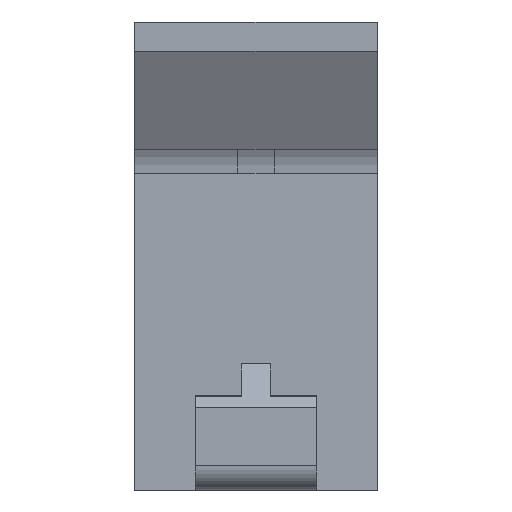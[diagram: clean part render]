
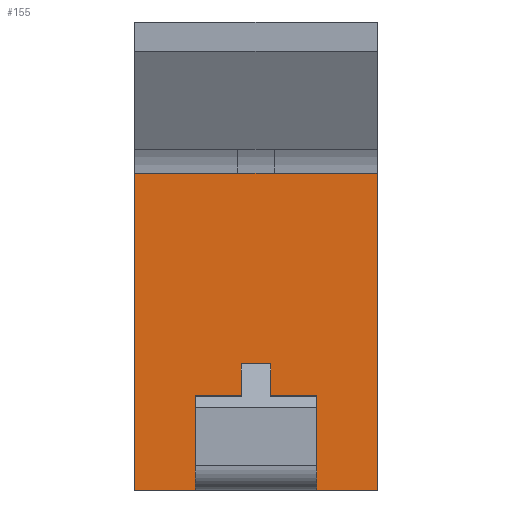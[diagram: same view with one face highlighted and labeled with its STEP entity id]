
A CAD part, front view. The second image highlights one B-rep face of the part: STEP entity #155.
In plain terms, the highlighted planar face has unit normal (0, -1, 0).
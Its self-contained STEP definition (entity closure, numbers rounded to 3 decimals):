
#155=ADVANCED_FACE('',(#281),#2197,.T.);
#281=FACE_OUTER_BOUND('',#419,.T.);
#419=EDGE_LOOP('',(#1009,#1010,#1011,#1012,#1013,#1014,#1015,#1016,#1017,
#1018,#1019,#1020,#1021,#1022));
#1009=ORIENTED_EDGE('',*,*,#1443,.F.);
#1010=ORIENTED_EDGE('',*,*,#1155,.F.);
#1011=ORIENTED_EDGE('',*,*,#1404,.T.);
#1012=ORIENTED_EDGE('',*,*,#1132,.T.);
#1013=ORIENTED_EDGE('',*,*,#1441,.F.);
#1014=ORIENTED_EDGE('',*,*,#1222,.F.);
#1015=ORIENTED_EDGE('',*,*,#1226,.T.);
#1016=ORIENTED_EDGE('',*,*,#1192,.F.);
#1017=ORIENTED_EDGE('',*,*,#1282,.T.);
#1018=ORIENTED_EDGE('',*,*,#1186,.F.);
#1019=ORIENTED_EDGE('',*,*,#1284,.F.);
#1020=ORIENTED_EDGE('',*,*,#1286,.F.);
#1021=ORIENTED_EDGE('',*,*,#1288,.F.);
#1022=ORIENTED_EDGE('',*,*,#1218,.F.);
#1132=EDGE_CURVE('',#1907,#1908,#1483,.T.);
#1155=EDGE_CURVE('',#1925,#1926,#1497,.T.);
#1186=EDGE_CURVE('',#1973,#1974,#1523,.T.);
#1192=EDGE_CURVE('',#1977,#1978,#1527,.T.);
#1218=EDGE_CURVE('',#1936,#2017,#1549,.T.);
#1222=EDGE_CURVE('',#2020,#1998,#1553,.T.);
#1226=EDGE_CURVE('',#2020,#1978,#1555,.T.);
#1282=EDGE_CURVE('',#1977,#1974,#1589,.T.);
#1284=EDGE_CURVE('',#2023,#1973,#1591,.T.);
#1286=EDGE_CURVE('',#2024,#2023,#1593,.T.);
#1288=EDGE_CURVE('',#2017,#2024,#1595,.T.);
#1404=EDGE_CURVE('',#1925,#1907,#1684,.T.);
#1441=EDGE_CURVE('',#1998,#1908,#1719,.T.);
#1443=EDGE_CURVE('',#1926,#1936,#1721,.T.);
#1483=B_SPLINE_CURVE_WITH_KNOTS('',1,(#3167,#3168),.UNSPECIFIED.,.F.,.F.,
(2,2),(0.,4.25),.UNSPECIFIED.);
#1497=B_SPLINE_CURVE_WITH_KNOTS('',1,(#3220,#3221),.UNSPECIFIED.,.F.,.F.,
(2,2),(0.,4.25),.UNSPECIFIED.);
#1523=B_SPLINE_CURVE_WITH_KNOTS('',1,(#3287,#3288),.UNSPECIFIED.,.F.,.F.,
(2,2),(0.,1.2),.UNSPECIFIED.);
#1527=B_SPLINE_CURVE_WITH_KNOTS('',1,(#3301,#3302),.UNSPECIFIED.,.F.,.F.,
(2,2),(0.,1.9),.UNSPECIFIED.);
#1549=B_SPLINE_CURVE_WITH_KNOTS('',1,(#3357,#3358),.UNSPECIFIED.,.F.,.F.,
(2,2),(0.,2.5),.UNSPECIFIED.);
#1553=B_SPLINE_CURVE_WITH_KNOTS('',1,(#3365,#3366),.UNSPECIFIED.,.F.,.F.,
(2,2),(0.,2.5),.UNSPECIFIED.);
#1555=B_SPLINE_CURVE_WITH_KNOTS('',1,(#3375,#3376),.UNSPECIFIED.,.F.,.F.,
(2,2),(0.,0.9),.UNSPECIFIED.);
#1589=B_SPLINE_CURVE_WITH_KNOTS('',1,(#3509,#3510),.UNSPECIFIED.,.F.,.F.,
(2,2),(0.,4.3),.UNSPECIFIED.);
#1591=B_SPLINE_CURVE_WITH_KNOTS('',1,(#3513,#3514),.UNSPECIFIED.,.F.,.F.,
(2,2),(0.,4.3),.UNSPECIFIED.);
#1593=B_SPLINE_CURVE_WITH_KNOTS('',1,(#3517,#3518),.UNSPECIFIED.,.F.,.F.,
(2,2),(0.,1.9),.UNSPECIFIED.);
#1595=B_SPLINE_CURVE_WITH_KNOTS('',1,(#3521,#3522),.UNSPECIFIED.,.F.,.F.,
(2,2),(0.,0.9),.UNSPECIFIED.);
#1684=B_SPLINE_CURVE_WITH_KNOTS('',1,(#3781,#3782),.UNSPECIFIED.,.F.,.F.,
(2,2),(0.,1.5),.UNSPECIFIED.);
#1719=B_SPLINE_CURVE_WITH_KNOTS('',1,(#3857,#3858),.UNSPECIFIED.,.F.,.F.,
(2,2),(0.,13.061),.UNSPECIFIED.);
#1721=B_SPLINE_CURVE_WITH_KNOTS('',1,(#3861,#3862),.UNSPECIFIED.,.F.,.F.,
(2,2),(0.,13.061),.UNSPECIFIED.);
#1907=VERTEX_POINT('',#2933);
#1908=VERTEX_POINT('',#2934);
#1925=VERTEX_POINT('',#2951);
#1926=VERTEX_POINT('',#2952);
#1936=VERTEX_POINT('',#2962);
#1973=VERTEX_POINT('',#2999);
#1974=VERTEX_POINT('',#3000);
#1977=VERTEX_POINT('',#3003);
#1978=VERTEX_POINT('',#3004);
#1998=VERTEX_POINT('',#3024);
#2017=VERTEX_POINT('',#3043);
#2020=VERTEX_POINT('',#3046);
#2023=VERTEX_POINT('',#3049);
#2024=VERTEX_POINT('',#3050);
#2197=PLANE('',#2300);
#2300=AXIS2_PLACEMENT_3D('',#2810,#2512,$);
#2512=DIRECTION('',(0.,-1.,0.));
#2810=CARTESIAN_POINT('',(139.,40.9,-132.513));
#2933=CARTESIAN_POINT('',(144.25,40.9,-132.639));
#2934=CARTESIAN_POINT('',(140.,40.9,-132.639));
#2951=CARTESIAN_POINT('',(145.75,40.9,-132.639));
#2952=CARTESIAN_POINT('',(150.,40.9,-132.639));
#2962=CARTESIAN_POINT('',(150.,40.9,-145.7));
#2999=CARTESIAN_POINT('',(145.6,40.9,-140.5));
#3000=CARTESIAN_POINT('',(144.4,40.9,-140.5));
#3003=CARTESIAN_POINT('',(144.4,40.9,-144.8));
#3004=CARTESIAN_POINT('',(142.5,40.9,-144.8));
#3024=CARTESIAN_POINT('',(140.,40.9,-145.7));
#3043=CARTESIAN_POINT('',(147.5,40.9,-145.7));
#3046=CARTESIAN_POINT('',(142.5,40.9,-145.7));
#3049=CARTESIAN_POINT('',(145.6,40.9,-144.8));
#3050=CARTESIAN_POINT('',(147.5,40.9,-144.8));
#3167=CARTESIAN_POINT('',(144.25,40.9,-132.639));
#3168=CARTESIAN_POINT('',(140.,40.9,-132.639));
#3220=CARTESIAN_POINT('',(145.75,40.9,-132.639));
#3221=CARTESIAN_POINT('',(150.,40.9,-132.639));
#3287=CARTESIAN_POINT('',(145.6,40.9,-140.5));
#3288=CARTESIAN_POINT('',(144.4,40.9,-140.5));
#3301=CARTESIAN_POINT('',(144.4,40.9,-144.8));
#3302=CARTESIAN_POINT('',(142.5,40.9,-144.8));
#3357=CARTESIAN_POINT('',(150.,40.9,-145.7));
#3358=CARTESIAN_POINT('',(147.5,40.9,-145.7));
#3365=CARTESIAN_POINT('',(142.5,40.9,-145.7));
#3366=CARTESIAN_POINT('',(140.,40.9,-145.7));
#3375=CARTESIAN_POINT('',(142.5,40.9,-145.7));
#3376=CARTESIAN_POINT('',(142.5,40.9,-144.8));
#3509=CARTESIAN_POINT('',(144.4,40.9,-144.8));
#3510=CARTESIAN_POINT('',(144.4,40.9,-140.5));
#3513=CARTESIAN_POINT('',(145.6,40.9,-144.8));
#3514=CARTESIAN_POINT('',(145.6,40.9,-140.5));
#3517=CARTESIAN_POINT('',(147.5,40.9,-144.8));
#3518=CARTESIAN_POINT('',(145.6,40.9,-144.8));
#3521=CARTESIAN_POINT('',(147.5,40.9,-145.7));
#3522=CARTESIAN_POINT('',(147.5,40.9,-144.8));
#3781=CARTESIAN_POINT('',(145.75,40.9,-132.639));
#3782=CARTESIAN_POINT('',(144.25,40.9,-132.639));
#3857=CARTESIAN_POINT('',(140.,40.9,-145.7));
#3858=CARTESIAN_POINT('',(140.,40.9,-132.639));
#3861=CARTESIAN_POINT('',(150.,40.9,-132.639));
#3862=CARTESIAN_POINT('',(150.,40.9,-145.7));
